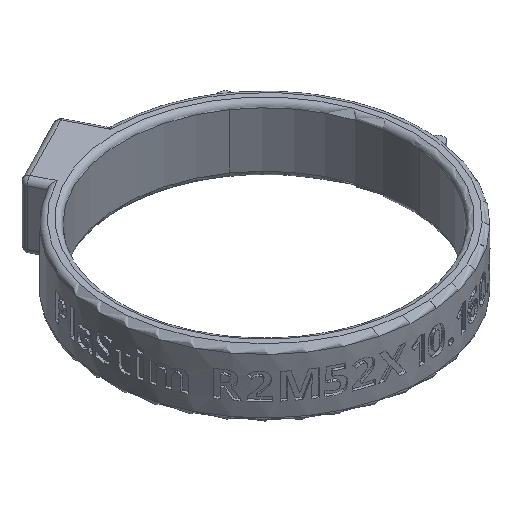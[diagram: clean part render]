
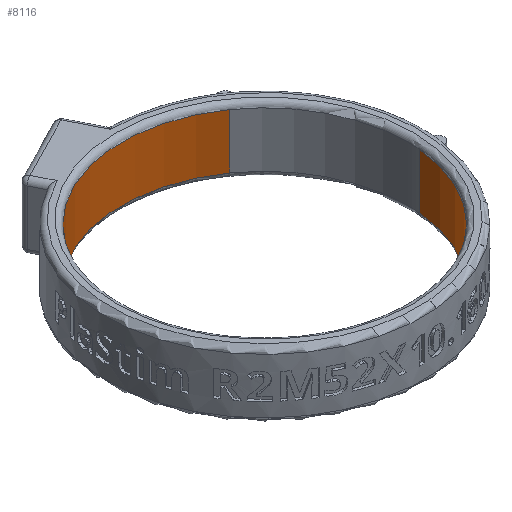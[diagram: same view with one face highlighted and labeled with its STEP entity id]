
A CAD part, isometric view. The second image highlights one B-rep face of the part: STEP entity #8116.
In plain terms, the highlighted cylindrical face has radius 26 mm (diameter 52 mm), a partial arc.
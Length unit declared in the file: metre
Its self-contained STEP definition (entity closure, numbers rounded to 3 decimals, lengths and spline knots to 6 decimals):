
#1069=CIRCLE('',#8663,0.026);
#1072=CIRCLE('',#8667,0.026);
#3479=ORIENTED_EDGE('',*,*,#4719,.T.);
#3480=ORIENTED_EDGE('',*,*,#4728,.T.);
#3481=ORIENTED_EDGE('',*,*,#4726,.F.);
#3482=ORIENTED_EDGE('',*,*,#4729,.F.);
#4719=EDGE_CURVE('',#5529,#5531,#1069,.T.);
#4726=EDGE_CURVE('',#5538,#5539,#1072,.T.);
#4728=EDGE_CURVE('',#5531,#5539,#6048,.T.);
#4729=EDGE_CURVE('',#5529,#5538,#6049,.T.);
#5529=VERTEX_POINT('',#15462);
#5531=VERTEX_POINT('',#15466);
#5538=VERTEX_POINT('',#15481);
#5539=VERTEX_POINT('',#15483);
#6048=LINE('',#15486,#6560);
#6049=LINE('',#15487,#6561);
#6560=VECTOR('',#10222,1.);
#6561=VECTOR('',#10223,1.);
#7053=EDGE_LOOP('',(#3479,#3480,#3481,#3482));
#7554=FACE_BOUND('',#7053,.T.);
#7667=CYLINDRICAL_SURFACE('',#8668,0.026);
#8116=ADVANCED_FACE('',(#7554),#7667,.F.);
#8663=AXIS2_PLACEMENT_3D('',#15467,#10205,#10206);
#8667=AXIS2_PLACEMENT_3D('',#15482,#10217,#10218);
#8668=AXIS2_PLACEMENT_3D('',#15485,#10220,#10221);
#10205=DIRECTION('',(0.,0.,1.));
#10206=DIRECTION('',(1.,0.,0.));
#10217=DIRECTION('',(0.,0.,1.));
#10218=DIRECTION('',(1.,0.,0.));
#10220=DIRECTION('',(0.,0.,-1.));
#10221=DIRECTION('',(-1.,0.,0.));
#10222=DIRECTION('',(0.,0.,-1.));
#10223=DIRECTION('',(0.,0.,-1.));
#15462=CARTESIAN_POINT('',(0.014913,0.021298,0.005));
#15466=CARTESIAN_POINT('',(0.025901,-0.002266,0.005));
#15467=CARTESIAN_POINT('',(0.,0.,0.005));
#15481=CARTESIAN_POINT('',(0.014913,0.021298,-0.005));
#15482=CARTESIAN_POINT('',(0.,0.,-0.005));
#15483=CARTESIAN_POINT('',(0.025901,-0.002266,-0.005));
#15485=CARTESIAN_POINT('',(0.,0.,0.005));
#15486=CARTESIAN_POINT('',(0.025901,-0.002266,0.005));
#15487=CARTESIAN_POINT('',(0.014913,0.021298,0.005));
